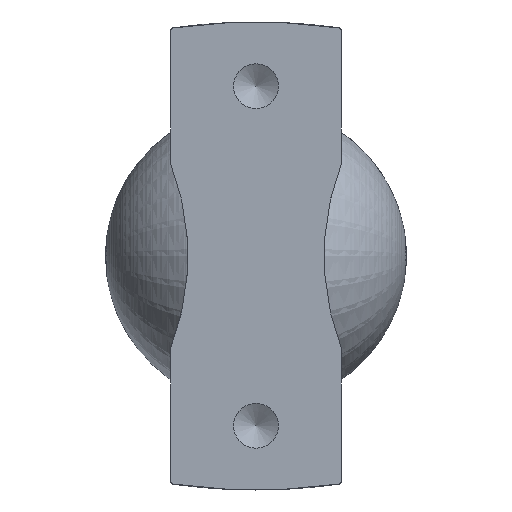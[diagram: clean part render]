
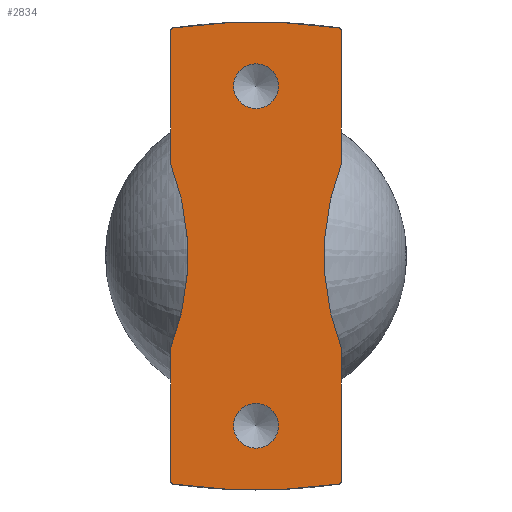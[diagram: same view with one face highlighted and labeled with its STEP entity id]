
A CAD part, front view. The second image highlights one B-rep face of the part: STEP entity #2834.
In plain terms, the highlighted face is planar.
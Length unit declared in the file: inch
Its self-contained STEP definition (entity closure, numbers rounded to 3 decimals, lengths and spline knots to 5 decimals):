
#870=PLANE('',#3048);
#901=CIRCLE('',#2942,3.);
#904=CIRCLE('',#2948,0.2635);
#906=CIRCLE('',#2952,0.2635);
#927=CIRCLE('',#2986,6.9071);
#933=CIRCLE('',#2995,6.9071);
#935=CIRCLE('',#2999,0.035);
#943=CIRCLE('',#3014,3.);
#945=CIRCLE('',#3018,0.035);
#956=CIRCLE('',#3035,0.035);
#963=CIRCLE('',#3047,0.035);
#1132=VERTEX_POINT('',#3927);
#1133=VERTEX_POINT('',#3929);
#1138=VERTEX_POINT('',#3943);
#1141=VERTEX_POINT('',#3950);
#1174=VERTEX_POINT('',#5901);
#1175=VERTEX_POINT('',#5903);
#1180=VERTEX_POINT('',#6011);
#1181=VERTEX_POINT('',#6013);
#1185=VERTEX_POINT('',#6035);
#1195=VERTEX_POINT('',#6290);
#1196=VERTEX_POINT('',#6292);
#1200=VERTEX_POINT('',#6337);
#1221=VERTEX_POINT('',#6838);
#1226=VERTEX_POINT('',#7037);
#1340=VECTOR('',#3363,1.);
#1347=VECTOR('',#3399,1.);
#1413=LINE('',#6038,#1340);
#1420=LINE('',#6338,#1347);
#1488=EDGE_CURVE('',#1133,#1132,#901,.T.);
#1494=EDGE_CURVE('',#1138,#1138,#904,.T.);
#1496=EDGE_CURVE('',#1141,#1141,#906,.T.);
#1550=EDGE_CURVE('',#1175,#1174,#927,.T.);
#1561=EDGE_CURVE('',#1181,#1180,#933,.T.);
#1567=EDGE_CURVE('',#1185,#1180,#935,.T.);
#1568=EDGE_CURVE('',#1185,#1133,#1413,.T.);
#1585=EDGE_CURVE('',#1196,#1195,#943,.T.);
#1591=EDGE_CURVE('',#1200,#1195,#1420,.T.);
#1592=EDGE_CURVE('',#1181,#1200,#945,.T.);
#1622=EDGE_CURVE('',#1132,#1221,#1413,.T.);
#1623=EDGE_CURVE('',#1175,#1221,#956,.T.);
#1635=EDGE_CURVE('',#1226,#1174,#963,.T.);
#1636=EDGE_CURVE('',#1196,#1226,#1420,.T.);
#2040=ORIENTED_EDGE('',*,*,#1494,.T.);
#2041=ORIENTED_EDGE('',*,*,#1496,.T.);
#2042=ORIENTED_EDGE('',*,*,#1567,.F.);
#2043=ORIENTED_EDGE('',*,*,#1568,.T.);
#2044=ORIENTED_EDGE('',*,*,#1488,.T.);
#2045=ORIENTED_EDGE('',*,*,#1622,.T.);
#2046=ORIENTED_EDGE('',*,*,#1623,.F.);
#2047=ORIENTED_EDGE('',*,*,#1550,.T.);
#2048=ORIENTED_EDGE('',*,*,#1635,.F.);
#2049=ORIENTED_EDGE('',*,*,#1636,.F.);
#2050=ORIENTED_EDGE('',*,*,#1585,.T.);
#2051=ORIENTED_EDGE('',*,*,#1591,.F.);
#2052=ORIENTED_EDGE('',*,*,#1592,.F.);
#2053=ORIENTED_EDGE('',*,*,#1561,.T.);
#2426=EDGE_LOOP('',(#2040));
#2427=EDGE_LOOP('',(#2041));
#2428=EDGE_LOOP('',(#2042,#2043,#2044,#2045,#2046,#2047,#2048,#2049,#2050,
#2051,#2052,#2053));
#2629=FACE_BOUND('',#2426,.T.);
#2630=FACE_BOUND('',#2427,.T.);
#2631=FACE_BOUND('',#2428,.T.);
#2834=ADVANCED_FACE('',(#2629,#2630,#2631),#870,.F.);
#2942=AXIS2_PLACEMENT_3D('',#3928,#3239,#3240);
#2948=AXIS2_PLACEMENT_3D('',#3942,#3254,#3255);
#2952=AXIS2_PLACEMENT_3D('',#3949,#3262,#3263);
#2986=AXIS2_PLACEMENT_3D('',#5902,#3331,#3332);
#2995=AXIS2_PLACEMENT_3D('',#6012,#3350,#3351);
#2999=AXIS2_PLACEMENT_3D('',#6036,#3360,#3361);
#3014=AXIS2_PLACEMENT_3D('',#6291,#3392,#3393);
#3018=AXIS2_PLACEMENT_3D('',#6340,#3402,#3403);
#3035=AXIS2_PLACEMENT_3D('',#6840,#3441,#3442);
#3047=AXIS2_PLACEMENT_3D('',#7038,#3467,#3468);
#3048=AXIS2_PLACEMENT_3D('',#7039,#3469,$);
#3239=DIRECTION('',(0.,0.,1.));
#3240=DIRECTION('',(3.,0.,0.));
#3254=DIRECTION('',(0.,0.,1.));
#3255=DIRECTION('',(0.264,0.,0.));
#3262=DIRECTION('',(0.,0.,1.));
#3263=DIRECTION('',(0.264,0.,0.));
#3331=DIRECTION('',(0.,0.,-1.));
#3332=DIRECTION('',(6.907,0.,0.));
#3350=DIRECTION('',(0.,0.,-1.));
#3351=DIRECTION('',(-6.907,0.,0.));
#3360=DIRECTION('',(0.,0.,1.));
#3361=DIRECTION('',(0.026,0.023,0.));
#3363=DIRECTION('',(0.,-1.,0.));
#3392=DIRECTION('',(0.,0.,1.));
#3393=DIRECTION('',(-3.,0.,0.));
#3399=DIRECTION('',(0.,-1.,0.));
#3402=DIRECTION('',(0.,0.,1.));
#3403=DIRECTION('',(-0.026,0.023,0.));
#3441=DIRECTION('',(0.,0.,1.));
#3442=DIRECTION('',(0.026,-0.023,0.));
#3467=DIRECTION('',(0.,0.,1.));
#3468=DIRECTION('',(-0.026,-0.023,0.));
#3469=DIRECTION('',(0.,0.,1.));
#3927=CARTESIAN_POINT('',(1.00394,-1.08268,0.));
#3928=CARTESIAN_POINT('',(3.80176,0.,0.));
#3929=CARTESIAN_POINT('',(1.00394,1.08268,0.));
#3942=CARTESIAN_POINT('',(0.,-2.,0.));
#3943=CARTESIAN_POINT('',(0.2635,-2.,0.));
#3949=CARTESIAN_POINT('',(0.,2.,0.));
#3950=CARTESIAN_POINT('',(0.2635,2.,0.));
#5901=CARTESIAN_POINT('',(-0.97387,-2.6869,0.));
#5902=CARTESIAN_POINT('',(0.,4.15119,0.));
#5903=CARTESIAN_POINT('',(0.97387,-2.6869,0.));
#6011=CARTESIAN_POINT('',(0.97387,2.6869,0.));
#6012=CARTESIAN_POINT('',(0.,-4.15119,0.));
#6013=CARTESIAN_POINT('',(-0.97387,2.6869,0.));
#6035=CARTESIAN_POINT('',(1.00394,2.65225,0.));
#6036=CARTESIAN_POINT('',(0.96894,2.65225,0.));
#6038=CARTESIAN_POINT('',(1.00394,2.68256,0.));
#6290=CARTESIAN_POINT('',(-1.00394,1.08268,0.));
#6291=CARTESIAN_POINT('',(-3.80176,0.,0.));
#6292=CARTESIAN_POINT('',(-1.00394,-1.08268,0.));
#6337=CARTESIAN_POINT('',(-1.00394,2.65225,0.));
#6338=CARTESIAN_POINT('',(-1.00394,2.68256,0.));
#6340=CARTESIAN_POINT('',(-0.96894,2.65225,0.));
#6838=CARTESIAN_POINT('',(1.00394,-2.65225,0.));
#6840=CARTESIAN_POINT('',(0.96894,-2.65225,0.));
#7037=CARTESIAN_POINT('',(-1.00394,-2.65225,0.));
#7038=CARTESIAN_POINT('',(-0.96894,-2.65225,0.));
#7039=CARTESIAN_POINT('',(0.49713,1.36193,0.));
